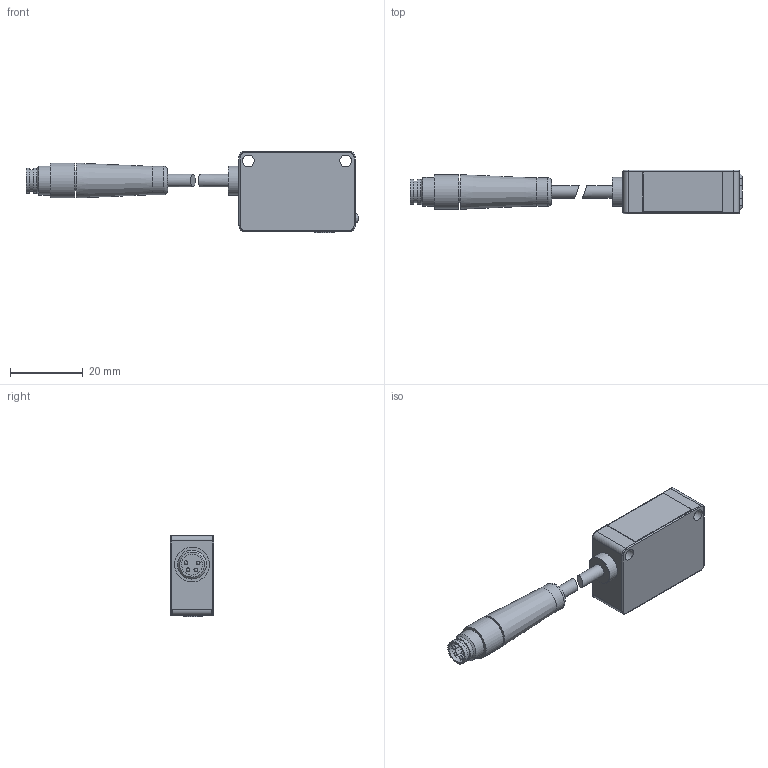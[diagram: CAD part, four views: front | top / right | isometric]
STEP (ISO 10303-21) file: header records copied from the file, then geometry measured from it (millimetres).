
FILE_DESCRIPTION( ( 'Unknown' ), '1' );
FILE_NAME( 'P1KY003.stp', 'Unknown', ( 'Unknown' ), ( 'Unknown' ), 'PSStep 17.0.49', 'Unknown', ' ' );
FILE_SCHEMA( ( 'AUTOMOTIVE_DESIGN { 1 0 10303 214 1 1 1 1 }' ) );
Length unit declared in the file: millimetre
Products named in the file (2): 1023033
Bounding box: 91.5 x 12 x 22.5 mm (x, y, z)
Volume: 10666.5 mm3; surface area: 4789.1 mm2
Topology: 2 solids, 4 shells, 213 faces, 524 edges, 332 vertices
Faces by surface type: plane 101, cylinder 78, cone 19, torus 9, sphere 4, bspline 2
Full cylindrical faces by diameter (mm): 1 x4, 3.2 x2, 3.5 x3, 5.8 x1, 6 x2, 6.9 x2, 7.8 x1, 8 x2, 9.6 x1
Entity records: 7855 total; most frequent: CARTESIAN_POINT 1165, DIRECTION 1080, ORIENTED_EDGE 970, EDGE_CURVE 485, AXIS2_PLACEMENT_3D 418, VERTEX_POINT 324, EDGE_LOOP 261, LINE 244
